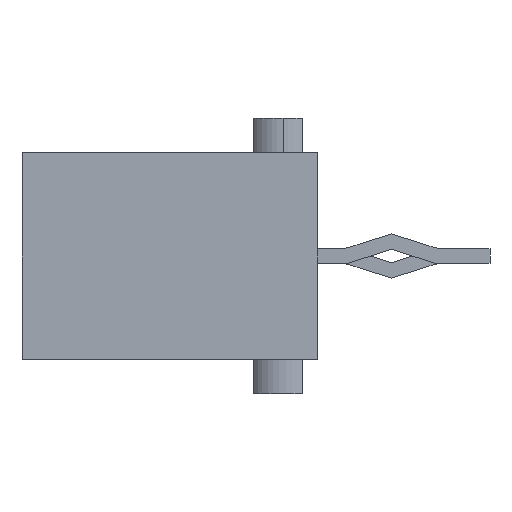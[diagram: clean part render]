
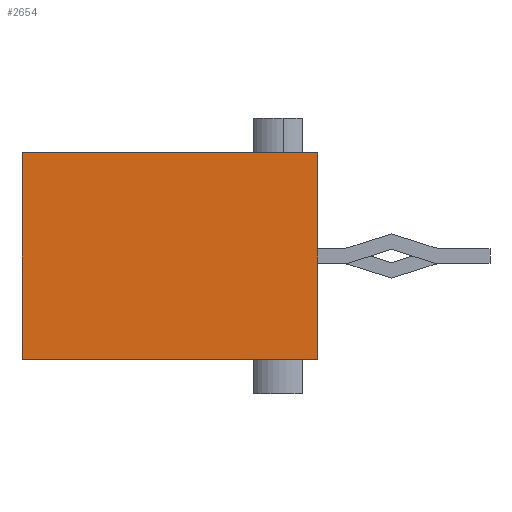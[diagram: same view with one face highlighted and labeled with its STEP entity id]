
A CAD part, left-side view. The second image highlights one B-rep face of the part: STEP entity #2654.
In plain terms, the highlighted planar face has unit normal (-1, 0, 0).
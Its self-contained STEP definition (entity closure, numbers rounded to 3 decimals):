
#80 = VERTEX_POINT ( 'NONE', #598 ) ;
#112 = EDGE_LOOP ( 'NONE', ( #487, #1783, #2348, #2462 ) ) ;
#189 = EDGE_CURVE ( 'NONE', #851, #80, #1080, .T. ) ;
#194 = VERTEX_POINT ( 'NONE', #1122 ) ;
#381 = EDGE_CURVE ( 'NONE', #2478, #80, #1835, .T. ) ;
#487 = ORIENTED_EDGE ( 'NONE', *, *, #381, .T. ) ;
#598 = CARTESIAN_POINT ( 'NONE',  ( -1.5, -4.5, 0. ) ) ;
#851 = VERTEX_POINT ( 'NONE', #1009 ) ;
#1009 = CARTESIAN_POINT ( 'NONE',  ( -1.5, -4.5, 4.2 ) ) ;
#1080 = LINE ( 'NONE', #1081, #1082 ) ;
#1081 = CARTESIAN_POINT ( 'NONE',  ( -1.5, -4.5, 4.2 ) ) ;
#1082 = VECTOR ( 'NONE', #1083, 1000. ) ;
#1083 = DIRECTION ( 'NONE',  ( 0., 0., -1. ) ) ;
#1122 = CARTESIAN_POINT ( 'NONE',  ( -1.5, 1.5, 4.2 ) ) ;
#1419 = LINE ( 'NONE', #1420, #1421 ) ;
#1420 = CARTESIAN_POINT ( 'NONE',  ( -1.5, 1.5, 4.2 ) ) ;
#1421 = VECTOR ( 'NONE', #1425, 1000. ) ;
#1422 = EDGE_CURVE ( 'NONE', #194, #2478, #1419, .T. ) ;
#1425 = DIRECTION ( 'NONE',  ( 0., 0., -1. ) ) ;
#1547 = FACE_OUTER_BOUND ( 'NONE', #112, .T. ) ;
#1548 = PLANE ( 'NONE',  #1549 ) ;
#1549 = AXIS2_PLACEMENT_3D ( 'NONE', #1550, #1551, #1552 ) ;
#1550 = CARTESIAN_POINT ( 'NONE',  ( -1.5, -4.5, 4.2 ) ) ;
#1551 = DIRECTION ( 'NONE',  ( 1., 0., 0. ) ) ;
#1552 = DIRECTION ( 'NONE',  ( 0., 0., -1. ) ) ;
#1743 = LINE ( 'NONE', #1744, #1745 ) ;
#1744 = CARTESIAN_POINT ( 'NONE',  ( -1.5, -4.5, 4.2 ) ) ;
#1745 = VECTOR ( 'NONE', #1746, 1000. ) ;
#1746 = DIRECTION ( 'NONE',  ( 0., -1., 0. ) ) ;
#1783 = ORIENTED_EDGE ( 'NONE', *, *, #189, .F. ) ;
#1835 = LINE ( 'NONE', #1836, #1837 ) ;
#1836 = CARTESIAN_POINT ( 'NONE',  ( -1.5, -4.5, 0. ) ) ;
#1837 = VECTOR ( 'NONE', #1838, 1000. ) ;
#1838 = DIRECTION ( 'NONE',  ( 0., -1., 0. ) ) ;
#1843 = CARTESIAN_POINT ( 'NONE',  ( -1.5, 1.5, 0. ) ) ;
#2348 = ORIENTED_EDGE ( 'NONE', *, *, #2448, .F. ) ;
#2448 = EDGE_CURVE ( 'NONE', #194, #851, #1743, .T. ) ;
#2462 = ORIENTED_EDGE ( 'NONE', *, *, #1422, .T. ) ;
#2478 = VERTEX_POINT ( 'NONE', #1843 ) ;
#2654 = ADVANCED_FACE ( 'NONE', ( #1547 ), #1548, .F. ) ;
